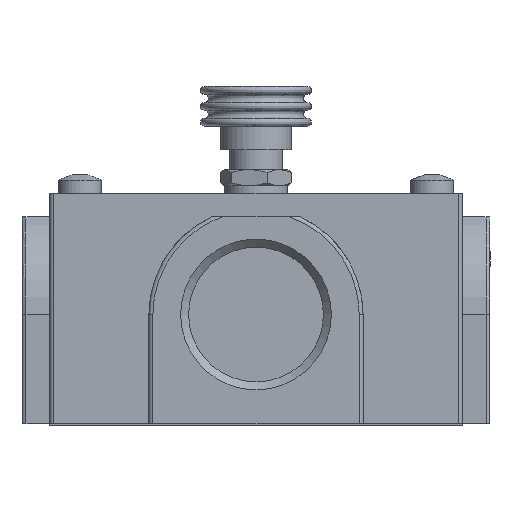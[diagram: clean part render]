
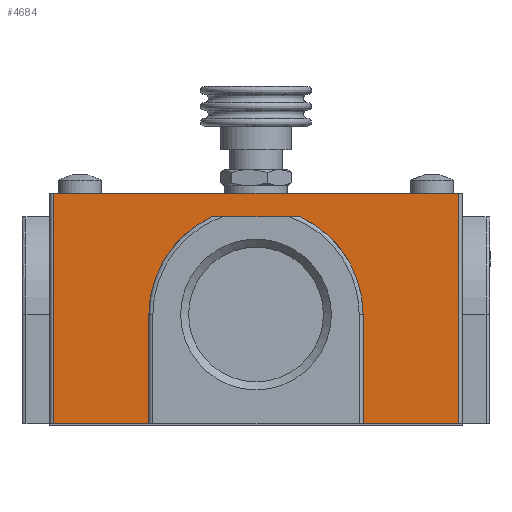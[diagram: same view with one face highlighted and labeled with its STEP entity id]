
A CAD part, front view. The second image highlights one B-rep face of the part: STEP entity #4684.
In plain terms, the highlighted planar face has unit normal (0, -1, 0).
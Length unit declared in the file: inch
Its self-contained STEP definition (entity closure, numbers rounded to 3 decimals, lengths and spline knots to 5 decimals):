
#57 = VECTOR ( 'NONE', #8623, 39.37008 ) ;
#110 = EDGE_CURVE ( 'NONE', #8982, #10273, #11310, .T. ) ;
#210 = CARTESIAN_POINT ( 'NONE',  ( 0.21906, -2.00787, 1.03543 ) ) ;
#211 = EDGE_CURVE ( 'NONE', #1741, #8753, #6699, .T. ) ;
#323 = PLANE ( 'NONE',  #10591 ) ;
#711 = VERTEX_POINT ( 'NONE', #2540 ) ;
#910 = DIRECTION ( 'NONE',  ( 0., 1., 0. ) ) ;
#1206 = CARTESIAN_POINT ( 'NONE',  ( -0.21906, -2.00787, 1.03543 ) ) ;
#1220 = DIRECTION ( 'NONE',  ( 0., -1., 0. ) ) ;
#1584 = EDGE_CURVE ( 'NONE', #9174, #9466, #6481, .T. ) ;
#1741 = VERTEX_POINT ( 'NONE', #2330 ) ;
#1897 = ORIENTED_EDGE ( 'NONE', *, *, #7760, .T. ) ;
#2133 = DIRECTION ( 'NONE',  ( 0., 0., -1. ) ) ;
#2279 = CARTESIAN_POINT ( 'NONE',  ( 0.5315, -2.00787, 0.00984 ) ) ;
#2330 = CARTESIAN_POINT ( 'NONE',  ( 0.5315, -2.00787, 0.55118 ) ) ;
#2354 = EDGE_CURVE ( 'NONE', #711, #9174, #8092, .T. ) ;
#2430 = VECTOR ( 'NONE', #9338, 39.37008 ) ;
#2508 = DIRECTION ( 'NONE',  ( 1., 0., 0. ) ) ;
#2540 = CARTESIAN_POINT ( 'NONE',  ( -0.5315, -2.00787, 0.00984 ) ) ;
#2610 = CARTESIAN_POINT ( 'NONE',  ( -0.5315, -2.00787, 0. ) ) ;
#3030 = EDGE_CURVE ( 'NONE', #8936, #3725, #6636, .T. ) ;
#3690 = VECTOR ( 'NONE', #2133, 39.37008 ) ;
#3725 = VERTEX_POINT ( 'NONE', #8008 ) ;
#3788 = ORIENTED_EDGE ( 'NONE', *, *, #8589, .T. ) ;
#3869 = CARTESIAN_POINT ( 'NONE',  ( 1.02362, -2.00787, 1.03543 ) ) ;
#3933 = CARTESIAN_POINT ( 'NONE',  ( 1.00394, -2.00787, 0. ) ) ;
#4116 = CARTESIAN_POINT ( 'NONE',  ( -1.00394, -2.00787, 0. ) ) ;
#4324 = CARTESIAN_POINT ( 'NONE',  ( 3.64817, -2.00787, 0.00984 ) ) ;
#4376 = EDGE_CURVE ( 'NONE', #9466, #5530, #4854, .T. ) ;
#4586 = DIRECTION ( 'NONE',  ( 1., 0., 0. ) ) ;
#4598 = CARTESIAN_POINT ( 'NONE',  ( 1.02362, -2.00787, 1.15354 ) ) ;
#4684 = ADVANCED_FACE ( 'NONE', ( #11300 ), #323, .T. ) ;
#4765 = ORIENTED_EDGE ( 'NONE', *, *, #6507, .T. ) ;
#4854 = LINE ( 'NONE', #3869, #4967 ) ;
#4895 = VECTOR ( 'NONE', #7494, 39.37008 ) ;
#4967 = VECTOR ( 'NONE', #8390, 39.37008 ) ;
#5006 = ORIENTED_EDGE ( 'NONE', *, *, #4376, .T. ) ;
#5397 = DIRECTION ( 'NONE',  ( 0., 0., 1. ) ) ;
#5478 = CARTESIAN_POINT ( 'NONE',  ( 0., -2.00787, 0.55118 ) ) ;
#5489 = DIRECTION ( 'NONE',  ( -1., 0., 0. ) ) ;
#5530 = VERTEX_POINT ( 'NONE', #210 ) ;
#5562 = ORIENTED_EDGE ( 'NONE', *, *, #7502, .T. ) ;
#6242 = CARTESIAN_POINT ( 'NONE',  ( 3.64817, -2.00787, 0.00984 ) ) ;
#6411 = ORIENTED_EDGE ( 'NONE', *, *, #3030, .T. ) ;
#6481 = CIRCLE ( 'NONE', #7642, 0.5315 ) ;
#6507 = EDGE_CURVE ( 'NONE', #10273, #711, #9334, .T. ) ;
#6571 = VECTOR ( 'NONE', #2508, 39.37008 ) ;
#6610 = CARTESIAN_POINT ( 'NONE',  ( 0., -2.00787, 0.55118 ) ) ;
#6636 = LINE ( 'NONE', #3933, #2430 ) ;
#6699 = LINE ( 'NONE', #10356, #57 ) ;
#7156 = CARTESIAN_POINT ( 'NONE',  ( -1.00394, -2.00787, 1.15354 ) ) ;
#7494 = DIRECTION ( 'NONE',  ( 1., 0., 0. ) ) ;
#7502 = EDGE_CURVE ( 'NONE', #5530, #1741, #8722, .T. ) ;
#7585 = AXIS2_PLACEMENT_3D ( 'NONE', #5478, #910, #4586 ) ;
#7597 = ORIENTED_EDGE ( 'NONE', *, *, #110, .T. ) ;
#7642 = AXIS2_PLACEMENT_3D ( 'NONE', #6610, #10138, #11277 ) ;
#7760 = EDGE_CURVE ( 'NONE', #8753, #8936, #9710, .T. ) ;
#8008 = CARTESIAN_POINT ( 'NONE',  ( 1.00394, -2.00787, 1.15354 ) ) ;
#8092 = LINE ( 'NONE', #2610, #10485 ) ;
#8390 = DIRECTION ( 'NONE',  ( 1., 0., 0. ) ) ;
#8589 = EDGE_CURVE ( 'NONE', #3725, #8982, #10026, .T. ) ;
#8623 = DIRECTION ( 'NONE',  ( 0., 0., -1. ) ) ;
#8668 = DIRECTION ( 'NONE',  ( -1., 0., 0. ) ) ;
#8722 = CIRCLE ( 'NONE', #7585, 0.5315 ) ;
#8753 = VERTEX_POINT ( 'NONE', #2279 ) ;
#8793 = CARTESIAN_POINT ( 'NONE',  ( -0.5315, -2.00787, 0.55118 ) ) ;
#8936 = VERTEX_POINT ( 'NONE', #10132 ) ;
#8982 = VERTEX_POINT ( 'NONE', #7156 ) ;
#8999 = ORIENTED_EDGE ( 'NONE', *, *, #1584, .T. ) ;
#9174 = VERTEX_POINT ( 'NONE', #8793 ) ;
#9334 = LINE ( 'NONE', #6242, #4895 ) ;
#9338 = DIRECTION ( 'NONE',  ( 0., 0., 1. ) ) ;
#9466 = VERTEX_POINT ( 'NONE', #1206 ) ;
#9555 = CARTESIAN_POINT ( 'NONE',  ( 1.02362, -2.00787, 0. ) ) ;
#9607 = ORIENTED_EDGE ( 'NONE', *, *, #211, .T. ) ;
#9710 = LINE ( 'NONE', #4324, #6571 ) ;
#10026 = LINE ( 'NONE', #4598, #10194 ) ;
#10132 = CARTESIAN_POINT ( 'NONE',  ( 1.00394, -2.00787, 0.00984 ) ) ;
#10138 = DIRECTION ( 'NONE',  ( 0., 1., 0. ) ) ;
#10194 = VECTOR ( 'NONE', #5489, 39.37008 ) ;
#10273 = VERTEX_POINT ( 'NONE', #11256 ) ;
#10356 = CARTESIAN_POINT ( 'NONE',  ( 0.5315, -2.00787, 0. ) ) ;
#10485 = VECTOR ( 'NONE', #5397, 39.37008 ) ;
#10591 = AXIS2_PLACEMENT_3D ( 'NONE', #9555, #1220, #8668 ) ;
#11197 = EDGE_LOOP ( 'NONE', ( #3788, #7597, #4765, #11355, #8999, #5006, #5562, #9607, #1897, #6411 ) ) ;
#11256 = CARTESIAN_POINT ( 'NONE',  ( -1.00394, -2.00787, 0.00984 ) ) ;
#11277 = DIRECTION ( 'NONE',  ( 1., 0., 0. ) ) ;
#11300 = FACE_OUTER_BOUND ( 'NONE', #11197, .T. ) ;
#11310 = LINE ( 'NONE', #4116, #3690 ) ;
#11355 = ORIENTED_EDGE ( 'NONE', *, *, #2354, .T. ) ;
